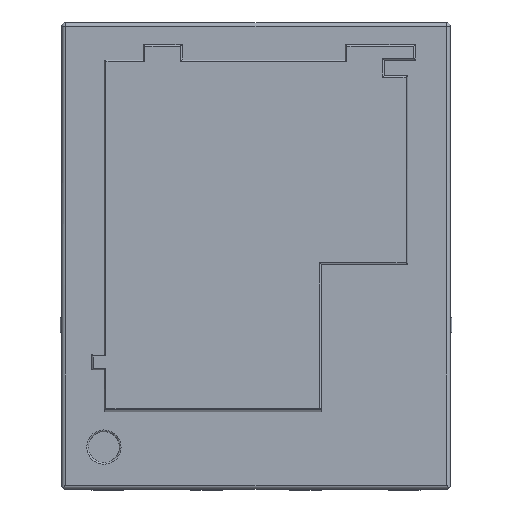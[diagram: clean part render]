
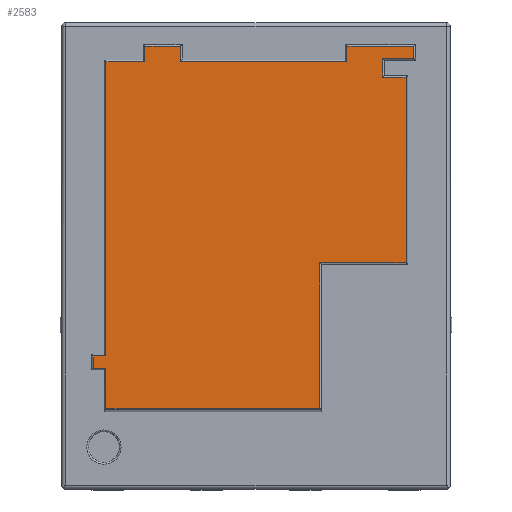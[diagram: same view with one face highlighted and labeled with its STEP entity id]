
A CAD part, top view. The second image highlights one B-rep face of the part: STEP entity #2583.
In plain terms, the highlighted planar face has unit normal (0, 0, 1).
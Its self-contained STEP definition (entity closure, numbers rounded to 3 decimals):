
#594=ORIENTED_EDGE('',*,*,#1144,.T.);
#595=ORIENTED_EDGE('',*,*,#1145,.T.);
#596=ORIENTED_EDGE('',*,*,#1146,.T.);
#597=ORIENTED_EDGE('',*,*,#1147,.T.);
#598=ORIENTED_EDGE('',*,*,#1148,.T.);
#599=ORIENTED_EDGE('',*,*,#1149,.T.);
#600=ORIENTED_EDGE('',*,*,#1150,.T.);
#601=ORIENTED_EDGE('',*,*,#1151,.T.);
#602=ORIENTED_EDGE('',*,*,#1152,.T.);
#603=ORIENTED_EDGE('',*,*,#1153,.T.);
#604=ORIENTED_EDGE('',*,*,#1154,.T.);
#605=ORIENTED_EDGE('',*,*,#1155,.T.);
#606=ORIENTED_EDGE('',*,*,#1156,.T.);
#607=ORIENTED_EDGE('',*,*,#1157,.T.);
#608=ORIENTED_EDGE('',*,*,#1158,.T.);
#609=ORIENTED_EDGE('',*,*,#1159,.T.);
#610=ORIENTED_EDGE('',*,*,#1160,.T.);
#611=ORIENTED_EDGE('',*,*,#1161,.T.);
#612=ORIENTED_EDGE('',*,*,#1162,.T.);
#613=ORIENTED_EDGE('',*,*,#1163,.T.);
#1144=EDGE_CURVE('',#1451,#1452,#1711,.F.);
#1145=EDGE_CURVE('',#1452,#1453,#1712,.T.);
#1146=EDGE_CURVE('',#1453,#1454,#1713,.F.);
#1147=EDGE_CURVE('',#1454,#1455,#1714,.F.);
#1148=EDGE_CURVE('',#1455,#1456,#1715,.T.);
#1149=EDGE_CURVE('',#1456,#1457,#1716,.T.);
#1150=EDGE_CURVE('',#1457,#1458,#1717,.F.);
#1151=EDGE_CURVE('',#1458,#1459,#1718,.F.);
#1152=EDGE_CURVE('',#1459,#1460,#1719,.T.);
#1153=EDGE_CURVE('',#1460,#1461,#1720,.T.);
#1154=EDGE_CURVE('',#1461,#1462,#1721,.F.);
#1155=EDGE_CURVE('',#1462,#1463,#1722,.T.);
#1156=EDGE_CURVE('',#1463,#1464,#1723,.T.);
#1157=EDGE_CURVE('',#1464,#1465,#1724,.F.);
#1158=EDGE_CURVE('',#1465,#1466,#1725,.F.);
#1159=EDGE_CURVE('',#1466,#1467,#1726,.T.);
#1160=EDGE_CURVE('',#1467,#1468,#1727,.F.);
#1161=EDGE_CURVE('',#1468,#1469,#1728,.F.);
#1162=EDGE_CURVE('',#1469,#1470,#1729,.F.);
#1163=EDGE_CURVE('',#1470,#1451,#1730,.F.);
#1451=VERTEX_POINT('',#4133);
#1452=VERTEX_POINT('',#4134);
#1453=VERTEX_POINT('',#4136);
#1454=VERTEX_POINT('',#4138);
#1455=VERTEX_POINT('',#4140);
#1456=VERTEX_POINT('',#4142);
#1457=VERTEX_POINT('',#4144);
#1458=VERTEX_POINT('',#4146);
#1459=VERTEX_POINT('',#4148);
#1460=VERTEX_POINT('',#4150);
#1461=VERTEX_POINT('',#4152);
#1462=VERTEX_POINT('',#4154);
#1463=VERTEX_POINT('',#4156);
#1464=VERTEX_POINT('',#4158);
#1465=VERTEX_POINT('',#4160);
#1466=VERTEX_POINT('',#4162);
#1467=VERTEX_POINT('',#4164);
#1468=VERTEX_POINT('',#4166);
#1469=VERTEX_POINT('',#4168);
#1470=VERTEX_POINT('',#4170);
#1711=LINE('',#4132,#2002);
#1712=LINE('',#4135,#2003);
#1713=LINE('',#4137,#2004);
#1714=LINE('',#4139,#2005);
#1715=LINE('',#4141,#2006);
#1716=LINE('',#4143,#2007);
#1717=LINE('',#4145,#2008);
#1718=LINE('',#4147,#2009);
#1719=LINE('',#4149,#2010);
#1720=LINE('',#4151,#2011);
#1721=LINE('',#4153,#2012);
#1722=LINE('',#4155,#2013);
#1723=LINE('',#4157,#2014);
#1724=LINE('',#4159,#2015);
#1725=LINE('',#4161,#2016);
#1726=LINE('',#4163,#2017);
#1727=LINE('',#4165,#2018);
#1728=LINE('',#4167,#2019);
#1729=LINE('',#4169,#2020);
#1730=LINE('',#4171,#2021);
#2002=VECTOR('',#3359,1000.);
#2003=VECTOR('',#3360,1000.);
#2004=VECTOR('',#3361,1000.);
#2005=VECTOR('',#3362,1000.);
#2006=VECTOR('',#3363,1000.);
#2007=VECTOR('',#3364,1000.);
#2008=VECTOR('',#3365,1000.);
#2009=VECTOR('',#3366,1000.);
#2010=VECTOR('',#3367,1000.);
#2011=VECTOR('',#3368,1000.);
#2012=VECTOR('',#3369,1000.);
#2013=VECTOR('',#3370,1000.);
#2014=VECTOR('',#3371,1000.);
#2015=VECTOR('',#3372,1000.);
#2016=VECTOR('',#3373,1000.);
#2017=VECTOR('',#3374,1000.);
#2018=VECTOR('',#3375,1000.);
#2019=VECTOR('',#3376,1000.);
#2020=VECTOR('',#3377,1000.);
#2021=VECTOR('',#3378,1000.);
#2204=EDGE_LOOP('',(#594,#595,#596,#597,#598,#599,#600,#601,#602,#603,#604,
#605,#606,#607,#608,#609,#610,#611,#612,#613));
#2350=FACE_BOUND('',#2204,.T.);
#2466=PLANE('',#2827);
#2583=ADVANCED_FACE('',(#2350),#2466,.T.);
#2827=AXIS2_PLACEMENT_3D('',#4131,#3357,#3358);
#3357=DIRECTION('',(0.,0.,1.));
#3358=DIRECTION('',(1.,0.,0.));
#3359=DIRECTION('',(0.,-1.,0.));
#3360=DIRECTION('',(1.,0.,0.));
#3361=DIRECTION('',(0.,-1.,0.));
#3362=DIRECTION('',(1.,0.,0.));
#3363=DIRECTION('',(0.,-1.,0.));
#3364=DIRECTION('',(-1.,0.,0.));
#3365=DIRECTION('',(0.,-1.,0.));
#3366=DIRECTION('',(1.,0.,0.));
#3367=DIRECTION('',(0.,-1.,0.));
#3368=DIRECTION('',(-1.,0.,0.));
#3369=DIRECTION('',(0.,1.,0.));
#3370=DIRECTION('',(-1.,0.,0.));
#3371=DIRECTION('',(0.,-1.,0.));
#3372=DIRECTION('',(-1.,0.,0.));
#3373=DIRECTION('',(0.,1.,0.));
#3374=DIRECTION('',(1.,0.,0.));
#3375=DIRECTION('',(0.,-1.,0.));
#3376=DIRECTION('',(-1.,0.,0.));
#3377=DIRECTION('',(0.,-1.,0.));
#3378=DIRECTION('',(1.,0.,0.));
#4131=CARTESIAN_POINT('',(-1.475,5.53,0.563));
#4132=CARTESIAN_POINT('',(2.265,5.53,0.563));
#4133=CARTESIAN_POINT('',(2.265,5.31,0.563));
#4134=CARTESIAN_POINT('',(2.265,5.55,0.563));
#4135=CARTESIAN_POINT('',(2.685,5.55,0.563));
#4136=CARTESIAN_POINT('',(2.665,5.55,0.563));
#4137=CARTESIAN_POINT('',(2.665,5.53,0.563));
#4138=CARTESIAN_POINT('',(2.665,5.71,0.563));
#4139=CARTESIAN_POINT('',(-1.475,5.71,0.563));
#4140=CARTESIAN_POINT('',(1.805,5.71,0.563));
#4141=CARTESIAN_POINT('',(1.805,5.53,0.563));
#4142=CARTESIAN_POINT('',(1.805,5.51,0.563));
#4143=CARTESIAN_POINT('',(-1.475,5.51,0.563));
#4144=CARTESIAN_POINT('',(-0.335,5.51,0.563));
#4145=CARTESIAN_POINT('',(-0.335,5.73,0.563));
#4146=CARTESIAN_POINT('',(-0.335,5.71,0.563));
#4147=CARTESIAN_POINT('',(-1.475,5.71,0.563));
#4148=CARTESIAN_POINT('',(-0.795,5.71,0.563));
#4149=CARTESIAN_POINT('',(-0.795,5.53,0.563));
#4150=CARTESIAN_POINT('',(-0.795,5.51,0.563));
#4151=CARTESIAN_POINT('',(-1.475,5.51,0.563));
#4152=CARTESIAN_POINT('',(-1.295,5.51,0.563));
#4153=CARTESIAN_POINT('',(-1.295,5.53,0.563));
#4154=CARTESIAN_POINT('',(-1.295,1.723,0.563));
#4155=CARTESIAN_POINT('',(-1.475,1.723,0.563));
#4156=CARTESIAN_POINT('',(-1.455,1.723,0.563));
#4157=CARTESIAN_POINT('',(-1.455,5.53,0.563));
#4158=CARTESIAN_POINT('',(-1.455,1.563,0.563));
#4159=CARTESIAN_POINT('',(-1.315,1.563,0.563));
#4160=CARTESIAN_POINT('',(-1.295,1.563,0.563));
#4161=CARTESIAN_POINT('',(-1.295,1.043,0.563));
#4162=CARTESIAN_POINT('',(-1.295,1.049,0.563));
#4163=CARTESIAN_POINT('',(-1.475,1.049,0.563));
#4164=CARTESIAN_POINT('',(1.455,1.049,0.563));
#4165=CARTESIAN_POINT('',(1.455,5.53,0.563));
#4166=CARTESIAN_POINT('',(1.455,2.92,0.563));
#4167=CARTESIAN_POINT('',(2.585,2.92,0.563));
#4168=CARTESIAN_POINT('',(2.565,2.92,0.563));
#4169=CARTESIAN_POINT('',(2.565,5.53,0.563));
#4170=CARTESIAN_POINT('',(2.565,5.31,0.563));
#4171=CARTESIAN_POINT('',(2.285,5.31,0.563));
